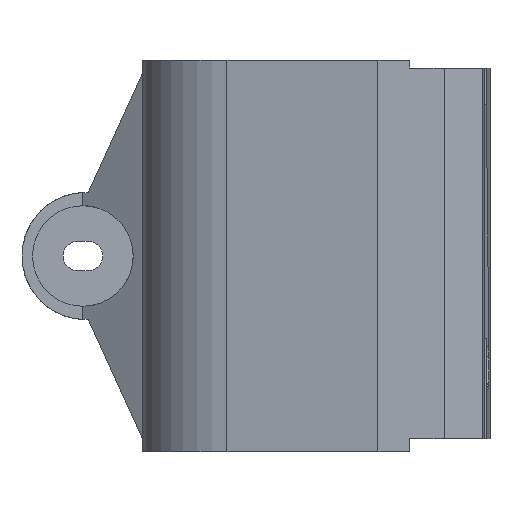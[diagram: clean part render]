
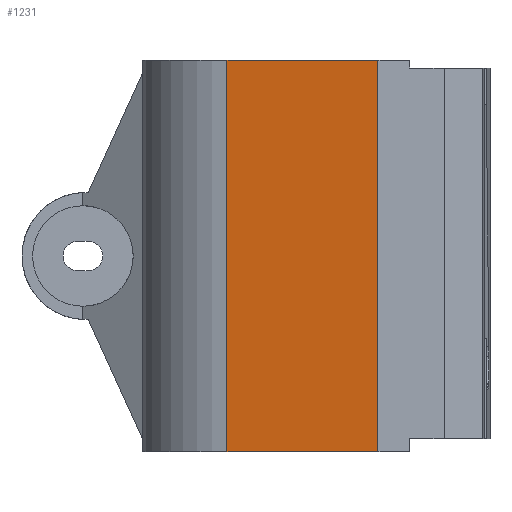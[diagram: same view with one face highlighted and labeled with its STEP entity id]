
A CAD part, left-side view. The second image highlights one B-rep face of the part: STEP entity #1231.
In plain terms, the highlighted planar face has unit normal (-0.989, 0.146, 0).
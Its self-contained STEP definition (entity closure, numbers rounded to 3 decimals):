
#31 = EDGE_CURVE ( 'NONE', #988, #104, #790, .T. ) ;
#73 = DIRECTION ( 'NONE',  ( 0., 0., -1. ) ) ;
#104 = VERTEX_POINT ( 'NONE', #786 ) ;
#125 = CARTESIAN_POINT ( 'NONE',  ( -75.188, 11.08, 296. ) ) ;
#160 = VECTOR ( 'NONE', #73, 1000. ) ;
#163 = DIRECTION ( 'NONE',  ( 0.146, 0.989, 0. ) ) ;
#199 = ORIENTED_EDGE ( 'NONE', *, *, #31, .T. ) ;
#319 = EDGE_LOOP ( 'NONE', ( #578, #1204, #199, #1262 ) ) ;
#328 = DIRECTION ( 'NONE',  ( 0.146, 0.989, 0. ) ) ;
#435 = LINE ( 'NONE', #822, #693 ) ;
#447 = DIRECTION ( 'NONE',  ( -0.146, -0.989, 0. ) ) ;
#453 = LINE ( 'NONE', #607, #160 ) ;
#505 = CARTESIAN_POINT ( 'NONE',  ( -75.188, 11.08, 0. ) ) ;
#544 = DIRECTION ( 'NONE',  ( -0.989, 0.146, 0. ) ) ;
#560 = VERTEX_POINT ( 'NONE', #1305 ) ;
#578 = ORIENTED_EDGE ( 'NONE', *, *, #1029, .F. ) ;
#604 = AXIS2_PLACEMENT_3D ( 'NONE', #968, #544, #447 ) ;
#607 = CARTESIAN_POINT ( 'NONE',  ( -92., -103., 296. ) ) ;
#693 = VECTOR ( 'NONE', #163, 1000. ) ;
#717 = CARTESIAN_POINT ( 'NONE',  ( -92., -103., 296. ) ) ;
#754 = PLANE ( 'NONE',  #604 ) ;
#786 = CARTESIAN_POINT ( 'NONE',  ( -75.188, 11.08, 296. ) ) ;
#790 = LINE ( 'NONE', #125, #1309 ) ;
#822 = CARTESIAN_POINT ( 'NONE',  ( -75.188, 11.08, 0. ) ) ;
#838 = CARTESIAN_POINT ( 'NONE',  ( -75.188, 11.08, 296. ) ) ;
#866 = LINE ( 'NONE', #838, #1286 ) ;
#925 = DIRECTION ( 'NONE',  ( 0., 0., -1. ) ) ;
#958 = EDGE_CURVE ( 'NONE', #988, #560, #453, .T. ) ;
#968 = CARTESIAN_POINT ( 'NONE',  ( -75.188, 11.08, 296. ) ) ;
#972 = EDGE_CURVE ( 'NONE', #104, #992, #866, .T. ) ;
#988 = VERTEX_POINT ( 'NONE', #717 ) ;
#992 = VERTEX_POINT ( 'NONE', #505 ) ;
#1029 = EDGE_CURVE ( 'NONE', #560, #992, #435, .T. ) ;
#1068 = FACE_OUTER_BOUND ( 'NONE', #319, .T. ) ;
#1204 = ORIENTED_EDGE ( 'NONE', *, *, #958, .F. ) ;
#1231 = ADVANCED_FACE ( 'NONE', ( #1068 ), #754, .T. ) ;
#1262 = ORIENTED_EDGE ( 'NONE', *, *, #972, .T. ) ;
#1286 = VECTOR ( 'NONE', #925, 1000. ) ;
#1305 = CARTESIAN_POINT ( 'NONE',  ( -92., -103., 0. ) ) ;
#1309 = VECTOR ( 'NONE', #328, 1000. ) ;
